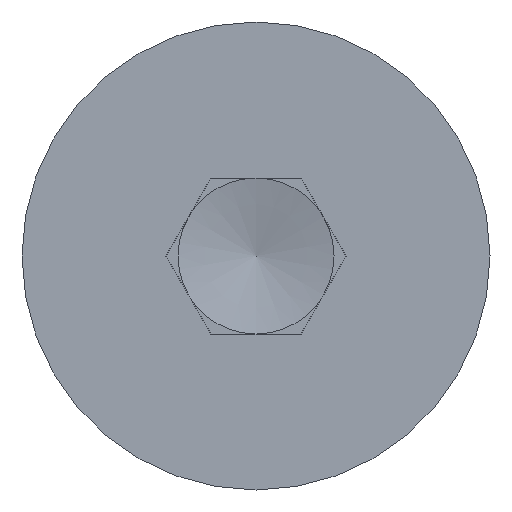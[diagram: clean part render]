
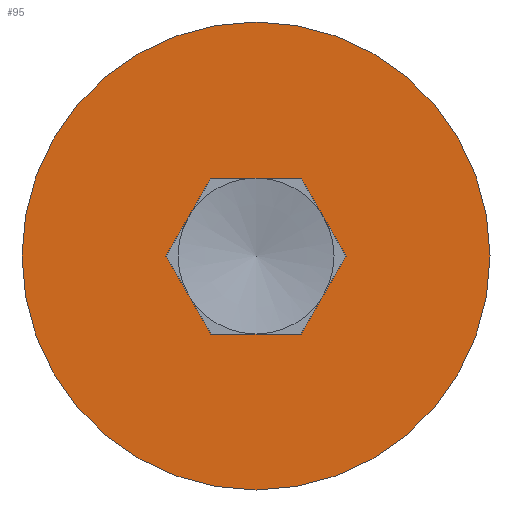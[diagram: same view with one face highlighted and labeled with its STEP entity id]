
A CAD part, left-side view. The second image highlights one B-rep face of the part: STEP entity #95.
In plain terms, the highlighted planar face has unit normal (-1, 0, 0).
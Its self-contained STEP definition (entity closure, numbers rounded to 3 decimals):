
#95 = ADVANCED_FACE( '', ( #144, #145 ), #146, .F. );
#144 = FACE_OUTER_BOUND( '', #194, .T. );
#145 = FACE_BOUND( '', #195, .T. );
#146 = PLANE( '', #196 );
#194 = EDGE_LOOP( '', ( #325 ) );
#195 = EDGE_LOOP( '', ( #326, #327, #328, #329, #330, #331 ) );
#196 = AXIS2_PLACEMENT_3D( '', #332, #333, #334 );
#325 = ORIENTED_EDGE( '', *, *, #372, .F. );
#326 = ORIENTED_EDGE( '', *, *, #365, .T. );
#327 = ORIENTED_EDGE( '', *, *, #363, .T. );
#328 = ORIENTED_EDGE( '', *, *, #361, .T. );
#329 = ORIENTED_EDGE( '', *, *, #359, .T. );
#330 = ORIENTED_EDGE( '', *, *, #357, .T. );
#331 = ORIENTED_EDGE( '', *, *, #354, .T. );
#332 = CARTESIAN_POINT( '', ( -4., 0., 0. ) );
#333 = DIRECTION( '', ( 1., 0., 0. ) );
#334 = DIRECTION( '', ( 0., 0., -1. ) );
#354 = EDGE_CURVE( '', #403, #404, #405, .T. );
#357 = EDGE_CURVE( '', #408, #403, #409, .T. );
#359 = EDGE_CURVE( '', #411, #408, #412, .T. );
#361 = EDGE_CURVE( '', #414, #411, #415, .T. );
#363 = EDGE_CURVE( '', #417, #414, #418, .T. );
#365 = EDGE_CURVE( '', #404, #417, #420, .T. );
#372 = EDGE_CURVE( '', #433, #433, #434, .T. );
#403 = VERTEX_POINT( '', #477 );
#404 = VERTEX_POINT( '', #478 );
#405 = LINE( '', #479, #480 );
#408 = VERTEX_POINT( '', #485 );
#409 = LINE( '', #486, #487 );
#411 = VERTEX_POINT( '', #490 );
#412 = LINE( '', #491, #492 );
#414 = VERTEX_POINT( '', #495 );
#415 = LINE( '', #496, #497 );
#417 = VERTEX_POINT( '', #500 );
#418 = LINE( '', #501, #502 );
#420 = LINE( '', #505, #506 );
#433 = VERTEX_POINT( '', #519 );
#434 = CIRCLE( '', #520, 4.5 );
#477 = CARTESIAN_POINT( '', ( -4., 1.732, 0. ) );
#478 = CARTESIAN_POINT( '', ( -4., 0.866, 1.5 ) );
#479 = CARTESIAN_POINT( '', ( -4., 1.732, 0. ) );
#480 = VECTOR( '', #551, 1000. );
#485 = CARTESIAN_POINT( '', ( -4., 0.866, -1.5 ) );
#486 = CARTESIAN_POINT( '', ( -4., 0.866, -1.5 ) );
#487 = VECTOR( '', #554, 1000. );
#490 = CARTESIAN_POINT( '', ( -4., -0.866, -1.5 ) );
#491 = CARTESIAN_POINT( '', ( -4., -0.866, -1.5 ) );
#492 = VECTOR( '', #556, 1000. );
#495 = CARTESIAN_POINT( '', ( -4., -1.732, 0. ) );
#496 = CARTESIAN_POINT( '', ( -4., -1.732, 0. ) );
#497 = VECTOR( '', #558, 1000. );
#500 = CARTESIAN_POINT( '', ( -4., -0.866, 1.5 ) );
#501 = CARTESIAN_POINT( '', ( -4., -0.866, 1.5 ) );
#502 = VECTOR( '', #560, 1000. );
#505 = CARTESIAN_POINT( '', ( -4., 0.866, 1.5 ) );
#506 = VECTOR( '', #562, 1000. );
#519 = CARTESIAN_POINT( '', ( -4., 0., -4.5 ) );
#520 = AXIS2_PLACEMENT_3D( '', #581, #582, #583 );
#551 = DIRECTION( '', ( 0., -0.5, 0.866 ) );
#554 = DIRECTION( '', ( 0., 0.5, 0.866 ) );
#556 = DIRECTION( '', ( 0., 1., 0. ) );
#558 = DIRECTION( '', ( 0., 0.5, -0.866 ) );
#560 = DIRECTION( '', ( 0., -0.5, -0.866 ) );
#562 = DIRECTION( '', ( 0., -1., 0. ) );
#581 = CARTESIAN_POINT( '', ( -4., 0., 0. ) );
#582 = DIRECTION( '', ( 1., 0., 0. ) );
#583 = DIRECTION( '', ( 0., 0., -1. ) );
